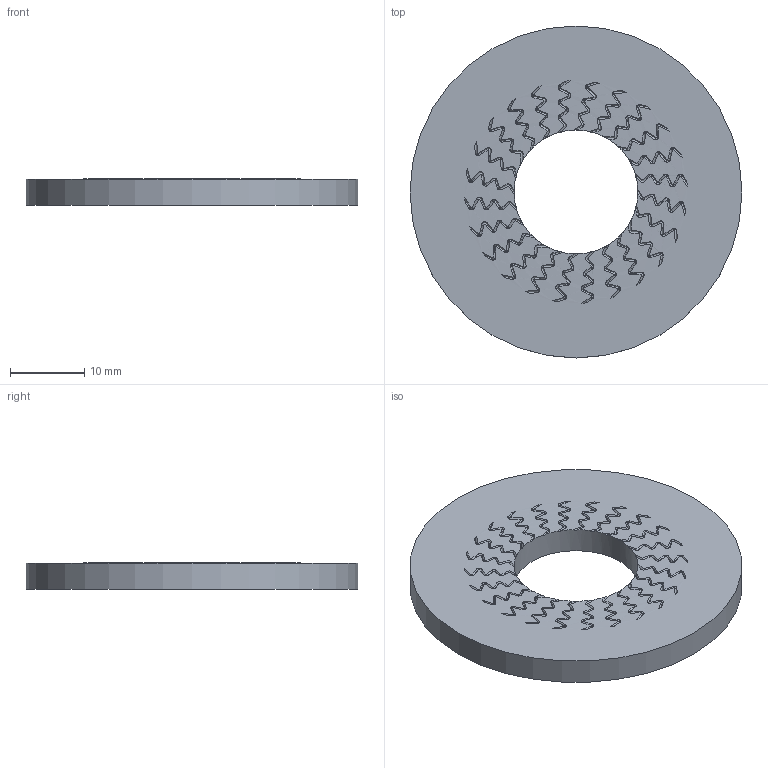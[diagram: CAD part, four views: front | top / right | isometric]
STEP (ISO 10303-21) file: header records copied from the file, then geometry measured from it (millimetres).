
FILE_DESCRIPTION(('STEP AP214'),'1');
FILE_NAME('070580_NSK B16_Muster_flach.stp','2020-01-13T08:20:20',(' '),(' '),'Spatial InterOp 3D',' ',' ');
FILE_SCHEMA(('AUTOMOTIVE_DESIGN { 1 0 10303 214 1 1 1 1 }'));
Length unit declared in the file: metre
Products named in the file (1): 1405339377
Bounding box: 44.69 x 44.69 x 3.51 mm (x, y, z)
Volume: 4705.8 mm3; surface area: 3413.3 mm2
Topology: 1 solids, 1 shells, 656 faces, 1958 edges, 1305 vertices
Faces by surface type: plane 339, bspline 288, cylinder 26, torus 3
Full cylindrical faces by diameter (mm): 16.69 x1, 44.69 x1
Entity records: 31727 total; most frequent: CARTESIAN_POINT 12191, ORIENTED_EDGE 3902, EDGE_CURVE 1951, DIRECTION 1520, B_SPLINE_CURVE_WITH_KNOTS 1320, VERTEX_POINT 1303, EDGE_LOOP 664, FACE_OUTER_BOUND 661
